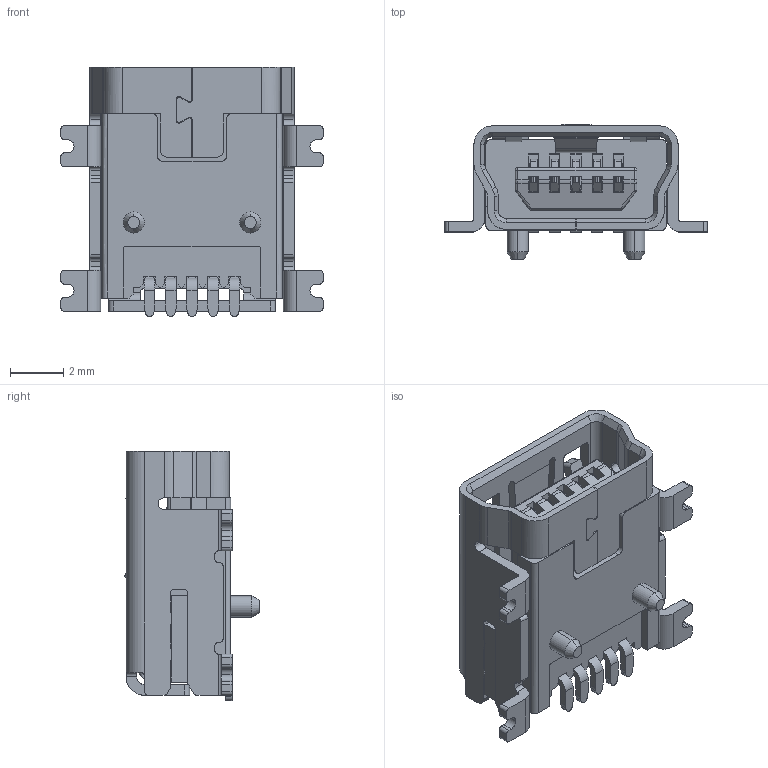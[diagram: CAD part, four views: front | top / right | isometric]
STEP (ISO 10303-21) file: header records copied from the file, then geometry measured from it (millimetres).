
FILE_DESCRIPTION(('STEP AP242'),'1');
FILE_NAME('usb2066-05-rbhm-15-stb-00-01-a.stp','2024-03-01T03:46:32',('TraceParts'),('TraceParts S.A.'),'Spatial InterOp 3D',' ',' ');
FILE_SCHEMA(('AP242_MANAGED_MODEL_BASED_3D_ENGINEERING_MIM_LF {1 0 10303 442 1 1 4}'));
Length unit declared in the file: millimetre
Products named in the file (1): usb2066-05-rbhm-15-stb-00-01-a_1
Bounding box: 9.9 x 5.13 x 9.4 mm (x, y, z)
Volume: 146.4 mm3; surface area: 721.5 mm2
Topology: 7 solids, 7 shells, 970 faces, 2731 edges, 1752 vertices
Faces by surface type: plane 557, bspline 223, cylinder 170, cone 12, sphere 6, torus 2
Entity records: 40905 total; most frequent: CARTESIAN_POINT 17477, ORIENTED_EDGE 5454, DIRECTION 3910, EDGE_CURVE 2727, LINE 1828, VECTOR 1828, VERTEX_POINT 1752, AXIS2_PLACEMENT_3D 1041
